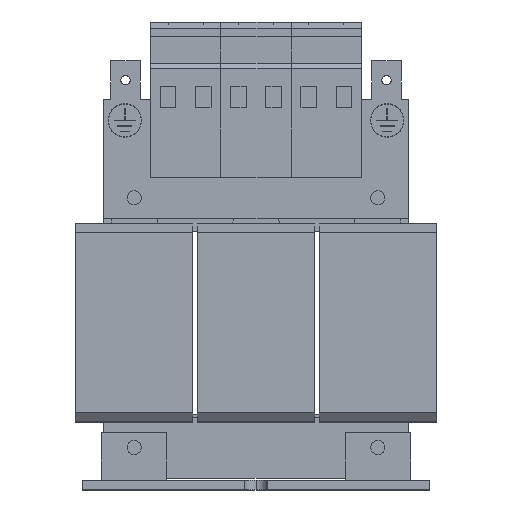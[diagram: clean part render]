
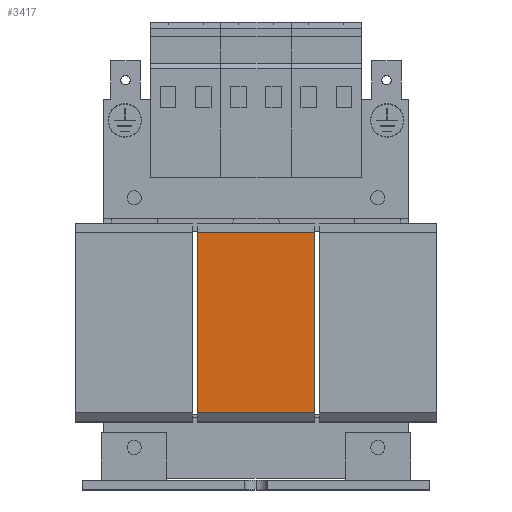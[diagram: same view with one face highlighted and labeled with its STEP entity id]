
A CAD part, top view. The second image highlights one B-rep face of the part: STEP entity #3417.
In plain terms, the highlighted planar face has unit normal (0, 0, 1).
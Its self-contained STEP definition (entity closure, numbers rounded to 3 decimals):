
#755 = VERTEX_POINT ( 'NONE', #2699 ) ;
#1058 = LINE ( 'NONE', #5542, #13476 ) ;
#1135 = LINE ( 'NONE', #13302, #11424 ) ;
#1226 = VERTEX_POINT ( 'NONE', #5497 ) ;
#1455 = ORIENTED_EDGE ( 'NONE', *, *, #10201, .F. ) ;
#1463 = ORIENTED_EDGE ( 'NONE', *, *, #3083, .F. ) ;
#1707 = LINE ( 'NONE', #12423, #14144 ) ;
#2412 = DIRECTION ( 'NONE',  ( 0., 0., -1. ) ) ;
#2699 = CARTESIAN_POINT ( 'NONE',  ( 12.5, 19.25, 14.35 ) ) ;
#3083 = EDGE_CURVE ( 'NONE', #8292, #755, #1707, .T. ) ;
#3417 = ADVANCED_FACE ( 'Defeature ausgef�hrt1_245', ( #6897 ), #13706, .F. ) ;
#3740 = VECTOR ( 'NONE', #9216, 1000. ) ;
#3787 = CARTESIAN_POINT ( 'NONE',  ( -12.5, 19.25, 14.35 ) ) ;
#4136 = CARTESIAN_POINT ( 'NONE',  ( -12.5, 19.25, 14.35 ) ) ;
#4564 = EDGE_CURVE ( 'NONE', #1226, #8304, #1058, .T. ) ;
#5497 = CARTESIAN_POINT ( 'NONE',  ( -12.5, -19.25, 14.35 ) ) ;
#5542 = CARTESIAN_POINT ( 'NONE',  ( -12.5, -19.25, 14.35 ) ) ;
#6837 = DIRECTION ( 'NONE',  ( 1., 0., 0. ) ) ;
#6897 = FACE_OUTER_BOUND ( 'NONE', #11335, .T. ) ;
#8292 = VERTEX_POINT ( 'NONE', #4136 ) ;
#8304 = VERTEX_POINT ( 'NONE', #12239 ) ;
#9168 = DIRECTION ( 'NONE',  ( 1., 0., 0. ) ) ;
#9216 = DIRECTION ( 'NONE',  ( 0., 1., 0. ) ) ;
#9294 = CARTESIAN_POINT ( 'NONE',  ( -12.5, 19.25, 14.35 ) ) ;
#9970 = DIRECTION ( 'NONE',  ( 0., 1., 0. ) ) ;
#10201 = EDGE_CURVE ( 'NONE', #1226, #8292, #12765, .T. ) ;
#11335 = EDGE_LOOP ( 'NONE', ( #13044, #1463, #1455, #12502 ) ) ;
#11424 = VECTOR ( 'NONE', #9970, 1000. ) ;
#12239 = CARTESIAN_POINT ( 'NONE',  ( 12.5, -19.25, 14.35 ) ) ;
#12423 = CARTESIAN_POINT ( 'NONE',  ( -12.5, 19.25, 14.35 ) ) ;
#12502 = ORIENTED_EDGE ( 'NONE', *, *, #4564, .T. ) ;
#12765 = LINE ( 'NONE', #9294, #3740 ) ;
#13044 = ORIENTED_EDGE ( 'NONE', *, *, #13491, .T. ) ;
#13302 = CARTESIAN_POINT ( 'NONE',  ( 12.5, 19.25, 14.35 ) ) ;
#13476 = VECTOR ( 'NONE', #6837, 1000. ) ;
#13491 = EDGE_CURVE ( 'NONE', #8304, #755, #1135, .T. ) ;
#13566 = DIRECTION ( 'NONE',  ( -1., 0., 0. ) ) ;
#13706 = PLANE ( 'NONE',  #13929 ) ;
#13929 = AXIS2_PLACEMENT_3D ( 'NONE', #3787, #2412, #13566 ) ;
#14144 = VECTOR ( 'NONE', #9168, 1000. ) ;
